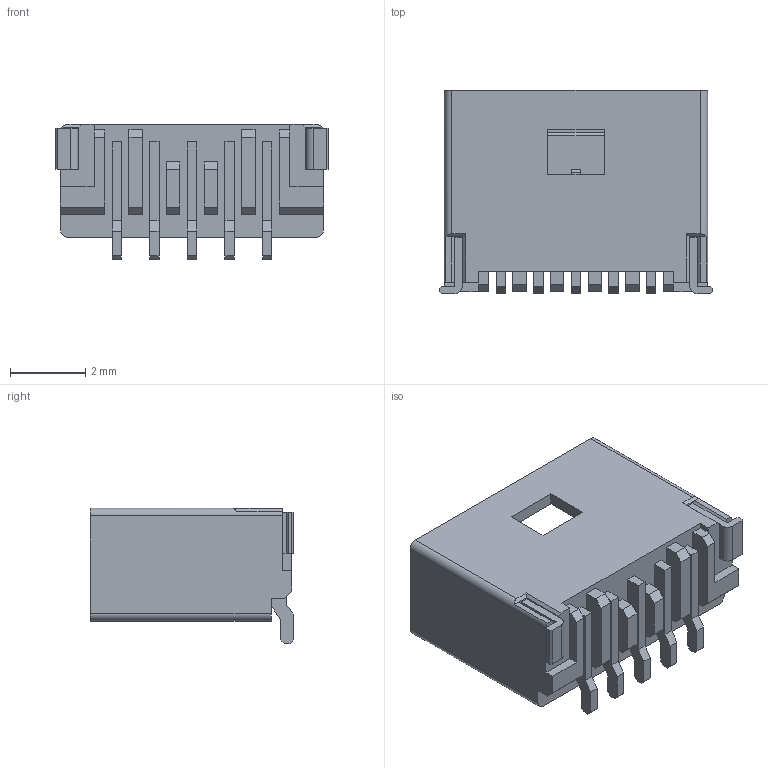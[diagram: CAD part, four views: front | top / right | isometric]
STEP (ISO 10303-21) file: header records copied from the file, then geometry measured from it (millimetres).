
FILE_DESCRIPTION(('FreeCAD Model'),'2;1');
FILE_NAME('Molex_PicoClasp_501331-0507.step','2017-09-01T11:54:27',( 'Author'),(''),'Open CASCADE STEP processor 6.8','FreeCAD','Unknown' );
FILE_SCHEMA(('AUTOMOTIVE_DESIGN_CC2 { 1 2 10303 214 -1 1 5 4 }'));
Length unit declared in the file: millimetre
Products named in the file (3): ASSEMBLY; COMPOUND; COMPOUND002
Assembly tree (2 placements, depth 2):
  ASSEMBLY
    COMPOUND
    COMPOUND002
Bounding box: 7.24 x 5.41 x 3.6 mm (x, y, z)
Volume: 56.1 mm3; surface area: 257.6 mm2
Topology: 1 solids, 1 shells, 220 faces, 629 edges, 454 vertices
Faces by surface type: plane 204, cylinder 16
Entity records: 7165 total; most frequent: CARTESIAN_POINT 1314, ORIENTED_EDGE 1202, DIRECTION 1105, EDGE_CURVE 601, LINE 595, VECTOR 595, VERTEX_POINT 398, AXIS2_PLACEMENT_3D 255
